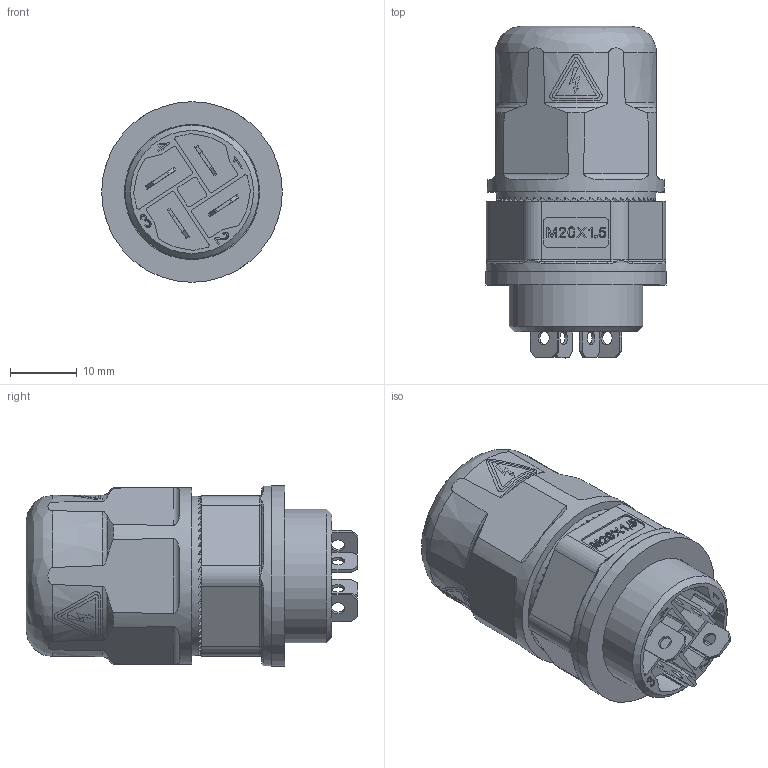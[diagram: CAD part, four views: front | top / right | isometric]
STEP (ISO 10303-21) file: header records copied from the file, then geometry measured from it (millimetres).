
FILE_DESCRIPTION(/* description */ (''),/* implementation_level */ '2;1');
FILE_NAME(/* name */ '100556467ugm000_a.stp',/* time_stamp */ '2013-11-21T11:25:04+01:00',/* author */ (''),/* organization */ (''),/* preprocessor_version */ 'ST-DEVELOPER v15',/* originating_system */ 'SIEMENS PLM Software NX 8.5',/* authorisation */ '');
FILE_SCHEMA (('AUTOMOTIVE_DESIGN { 1 0 10303 214 3 1 1 1 }'));
Length unit declared in the file: millimetre
Products named in the file (1): 100556467ugm000_a
Bounding box: 27 x 49.6 x 27 mm (x, y, z)
Volume: 19686 mm3; surface area: 6681.7 mm2
Topology: 1 solids, 1 shells, 750 faces, 2359 edges, 1593 vertices
Faces by surface type: plane 370, cylinder 274, bspline 63, cone 34, extrusion 9
Full cylindrical faces by diameter (mm): 2 x8, 9.2 x1, 20 x1, 20.2 x1, 20.4 x1, 21.4 x1, 23.8 x1, 26.9 x1, 27 x1
Entity records: 33563 total; most frequent: CARTESIAN_POINT 8115, ORIENTED_EDGE 4682, DIRECTION 3703, EDGE_CURVE 2341, VERTEX_POINT 1593, AXIS2_PLACEMENT_3D 1324, VECTOR 1055, LINE 1046
